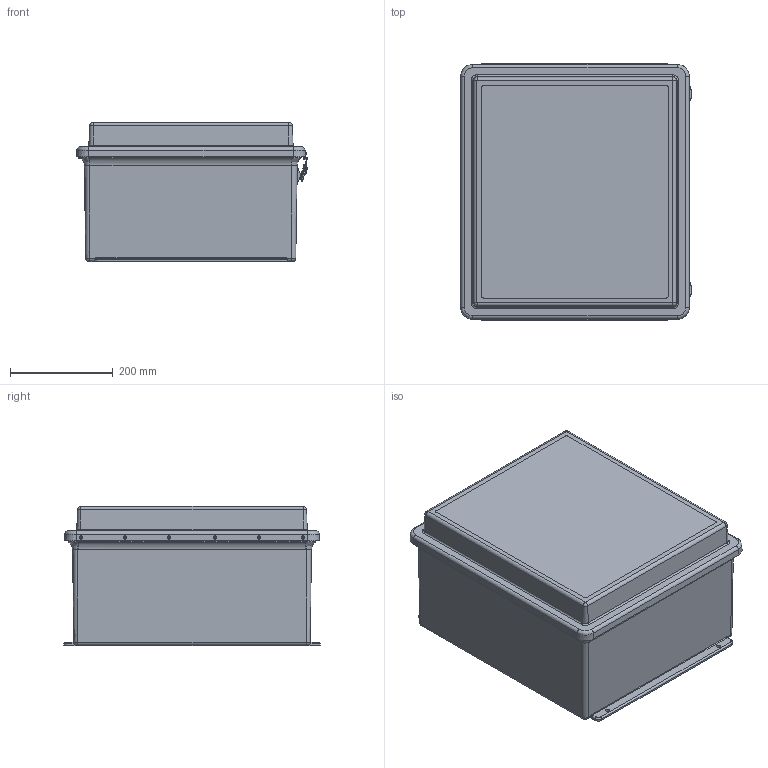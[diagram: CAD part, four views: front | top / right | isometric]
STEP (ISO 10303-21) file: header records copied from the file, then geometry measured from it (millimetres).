
FILE_DESCRIPTION (( 'STEP AP214' ), '1' );
FILE_NAME ('MRW1816HLL.STEP', '2018-11-07T00:50:08', ( '' ), ( '' ), 'SwSTEP 2.0', 'SolidWorks 2018', '' );
FILE_SCHEMA (( 'AUTOMOTIVE_DESIGN' ));
Length unit declared in the file: inch
Products named in the file (1): MRW1816HLL
Bounding box: 449.65 x 498.48 x 270.3 mm (x, y, z)
Volume: 4605357.3 mm3; surface area: 1941670.5 mm2
Topology: 53 solids, 53 shells, 1395 faces, 3543 edges, 2299 vertices
Faces by surface type: plane 631, cylinder 541, bspline 142, cone 63, torus 18
Full cylindrical faces by diameter (mm): 2.159 x71, 2.4 x2, 2.7 x4, 3 x2, 3.175 x20, 3.25 x2, 3.302 x4, 3.327 x12, 3.5 x2, 3.556 x20, 3.861 x5, 3.962 x7, 4.2 x4, 4.609 x2, 4.618 x2, 4.7 x2, 4.9 x2, 5 x4, 5.3 x2, 5.537 x4, 6.35 x20, 6.858 x4, 13.3 x2, 13.5 x2
Entity records: 72199 total; most frequent: CARTESIAN_POINT 20719, DIRECTION 6542, ORIENTED_EDGE 6496, EDGE_CURVE 3248, AXIS2_PLACEMENT_3D 2394, VERTEX_POINT 2256, EDGE_LOOP 1964, LINE 1754
